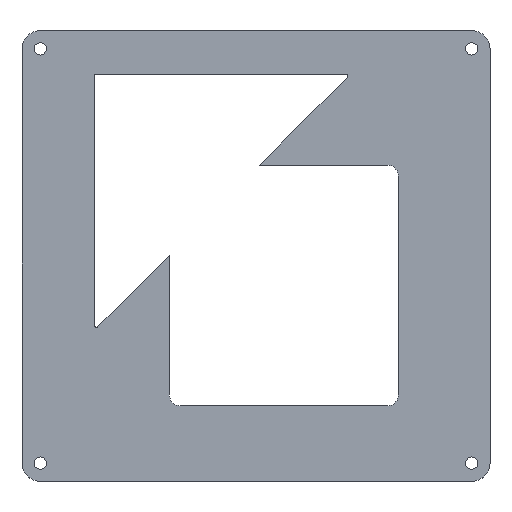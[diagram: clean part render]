
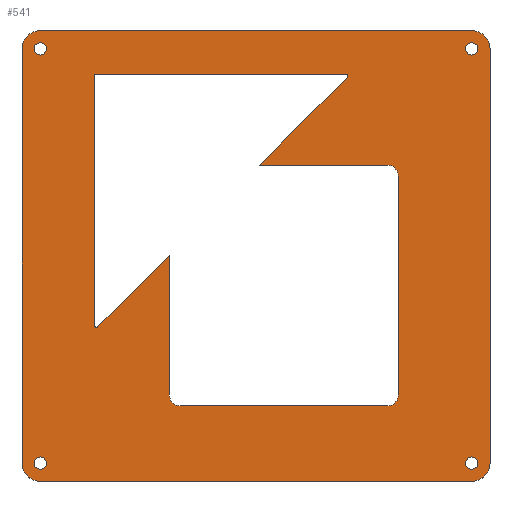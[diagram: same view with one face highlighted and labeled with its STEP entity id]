
A CAD part, top view. The second image highlights one B-rep face of the part: STEP entity #541.
In plain terms, the highlighted planar face has unit normal (0, 0, 1).
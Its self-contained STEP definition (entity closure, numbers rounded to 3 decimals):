
#20=FACE_BOUND('',#98,.T.);
#21=FACE_BOUND('',#99,.T.);
#22=FACE_BOUND('',#100,.T.);
#23=FACE_BOUND('',#101,.T.);
#24=FACE_BOUND('',#102,.T.);
#38=PLANE('',#608);
#65=FACE_OUTER_BOUND('',#97,.T.);
#97=EDGE_LOOP('',(#477,#478,#479,#480,#481,#482,#483,#484));
#98=EDGE_LOOP('',(#485,#486,#487,#488,#489,#490,#491,#492,#493,#494,#495,
#496,#497));
#99=EDGE_LOOP('',(#498));
#100=EDGE_LOOP('',(#499));
#101=EDGE_LOOP('',(#500));
#102=EDGE_LOOP('',(#501));
#105=LINE('',#778,#154);
#110=LINE('',#793,#159);
#115=LINE('',#808,#164);
#119=LINE('',#820,#168);
#125=LINE('',#835,#174);
#130=LINE('',#850,#179);
#139=LINE('',#882,#188);
#143=LINE('',#893,#192);
#144=LINE('',#895,#193);
#145=LINE('',#897,#194);
#150=LINE('',#915,#199);
#151=LINE('',#917,#200);
#154=VECTOR('',#621,10.);
#159=VECTOR('',#634,10.);
#164=VECTOR('',#647,10.);
#168=VECTOR('',#659,10.);
#174=VECTOR('',#673,10.);
#179=VECTOR('',#686,10.);
#188=VECTOR('',#717,10.);
#192=VECTOR('',#731,10.);
#193=VECTOR('',#734,10.);
#194=VECTOR('',#737,10.);
#199=VECTOR('',#760,10.);
#200=VECTOR('',#763,10.);
#201=CIRCLE('',#557,3.);
#203=CIRCLE('',#561,0.5);
#205=CIRCLE('',#565,0.5);
#207=CIRCLE('',#569,3.);
#209=CIRCLE('',#573,3.);
#211=CIRCLE('',#577,5.);
#220=CIRCLE('',#589,5.);
#221=CIRCLE('',#592,5.);
#222=CIRCLE('',#594,5.);
#223=CIRCLE('',#599,1.7);
#224=CIRCLE('',#601,1.7);
#225=CIRCLE('',#603,1.7);
#226=CIRCLE('',#605,1.7);
#227=VERTEX_POINT('',#768);
#228=VERTEX_POINT('',#769);
#231=VERTEX_POINT('',#777);
#233=VERTEX_POINT('',#783);
#234=VERTEX_POINT('',#784);
#237=VERTEX_POINT('',#792);
#239=VERTEX_POINT('',#798);
#240=VERTEX_POINT('',#799);
#243=VERTEX_POINT('',#807);
#245=VERTEX_POINT('',#813);
#247=VERTEX_POINT('',#819);
#249=VERTEX_POINT('',#825);
#250=VERTEX_POINT('',#826);
#253=VERTEX_POINT('',#837);
#254=VERTEX_POINT('',#838);
#258=VERTEX_POINT('',#848);
#268=VERTEX_POINT('',#875);
#269=VERTEX_POINT('',#876);
#270=VERTEX_POINT('',#881);
#271=VERTEX_POINT('',#885);
#272=VERTEX_POINT('',#889);
#273=VERTEX_POINT('',#899);
#274=VERTEX_POINT('',#903);
#275=VERTEX_POINT('',#907);
#276=VERTEX_POINT('',#911);
#277=EDGE_CURVE('',#227,#228,#201,.T.);
#281=EDGE_CURVE('',#231,#228,#105,.T.);
#284=EDGE_CURVE('',#233,#234,#203,.T.);
#288=EDGE_CURVE('',#237,#234,#110,.T.);
#291=EDGE_CURVE('',#239,#240,#205,.T.);
#295=EDGE_CURVE('',#243,#240,#115,.T.);
#298=EDGE_CURVE('',#231,#245,#207,.T.);
#301=EDGE_CURVE('',#247,#245,#119,.T.);
#304=EDGE_CURVE('',#249,#250,#209,.T.);
#309=EDGE_CURVE('',#227,#250,#125,.T.);
#310=EDGE_CURVE('',#253,#254,#211,.T.);
#316=EDGE_CURVE('',#253,#258,#130,.T.);
#330=EDGE_CURVE('',#268,#269,#220,.T.);
#333=EDGE_CURVE('',#270,#269,#139,.T.);
#335=EDGE_CURVE('',#270,#271,#221,.T.);
#337=EDGE_CURVE('',#272,#258,#222,.T.);
#339=EDGE_CURVE('',#239,#247,#143,.T.);
#340=EDGE_CURVE('',#233,#243,#144,.T.);
#341=EDGE_CURVE('',#249,#237,#145,.T.);
#342=EDGE_CURVE('',#273,#273,#223,.T.);
#344=EDGE_CURVE('',#274,#274,#224,.T.);
#346=EDGE_CURVE('',#275,#275,#225,.T.);
#348=EDGE_CURVE('',#276,#276,#226,.T.);
#350=EDGE_CURVE('',#268,#254,#150,.T.);
#351=EDGE_CURVE('',#272,#271,#151,.T.);
#477=ORIENTED_EDGE('',*,*,#310,.F.);
#478=ORIENTED_EDGE('',*,*,#316,.T.);
#479=ORIENTED_EDGE('',*,*,#337,.F.);
#480=ORIENTED_EDGE('',*,*,#351,.T.);
#481=ORIENTED_EDGE('',*,*,#335,.F.);
#482=ORIENTED_EDGE('',*,*,#333,.T.);
#483=ORIENTED_EDGE('',*,*,#330,.F.);
#484=ORIENTED_EDGE('',*,*,#350,.T.);
#485=ORIENTED_EDGE('',*,*,#295,.T.);
#486=ORIENTED_EDGE('',*,*,#291,.F.);
#487=ORIENTED_EDGE('',*,*,#339,.T.);
#488=ORIENTED_EDGE('',*,*,#301,.T.);
#489=ORIENTED_EDGE('',*,*,#298,.F.);
#490=ORIENTED_EDGE('',*,*,#281,.T.);
#491=ORIENTED_EDGE('',*,*,#277,.F.);
#492=ORIENTED_EDGE('',*,*,#309,.T.);
#493=ORIENTED_EDGE('',*,*,#304,.F.);
#494=ORIENTED_EDGE('',*,*,#341,.T.);
#495=ORIENTED_EDGE('',*,*,#288,.T.);
#496=ORIENTED_EDGE('',*,*,#284,.F.);
#497=ORIENTED_EDGE('',*,*,#340,.T.);
#498=ORIENTED_EDGE('',*,*,#348,.T.);
#499=ORIENTED_EDGE('',*,*,#346,.T.);
#500=ORIENTED_EDGE('',*,*,#344,.T.);
#501=ORIENTED_EDGE('',*,*,#342,.T.);
#541=ADVANCED_FACE('',(#65,#20,#21,#22,#23,#24),#38,.T.);
#557=AXIS2_PLACEMENT_3D('',#770,#613,#614);
#561=AXIS2_PLACEMENT_3D('',#785,#626,#627);
#565=AXIS2_PLACEMENT_3D('',#800,#639,#640);
#569=AXIS2_PLACEMENT_3D('',#814,#652,#653);
#573=AXIS2_PLACEMENT_3D('',#827,#664,#665);
#577=AXIS2_PLACEMENT_3D('',#839,#676,#677);
#589=AXIS2_PLACEMENT_3D('',#877,#711,#712);
#592=AXIS2_PLACEMENT_3D('',#886,#721,#722);
#594=AXIS2_PLACEMENT_3D('',#890,#726,#727);
#599=AXIS2_PLACEMENT_3D('',#900,#740,#741);
#601=AXIS2_PLACEMENT_3D('',#904,#745,#746);
#603=AXIS2_PLACEMENT_3D('',#908,#750,#751);
#605=AXIS2_PLACEMENT_3D('',#912,#755,#756);
#608=AXIS2_PLACEMENT_3D('',#918,#764,#765);
#613=DIRECTION('center_axis',(0.,0.,1.));
#614=DIRECTION('ref_axis',(0.707,-0.707,0.));
#621=DIRECTION('',(0.,-1.,0.));
#626=DIRECTION('center_axis',(0.,0.,1.));
#627=DIRECTION('ref_axis',(-0.383,-0.924,0.));
#634=DIRECTION('',(-0.707,-0.707,0.));
#639=DIRECTION('center_axis',(0.,0.,1.));
#640=DIRECTION('ref_axis',(0.924,0.383,0.));
#647=DIRECTION('',(1.,0.,0.));
#652=DIRECTION('center_axis',(0.,0.,1.));
#653=DIRECTION('ref_axis',(0.707,0.707,0.));
#659=DIRECTION('',(1.,0.,0.));
#664=DIRECTION('center_axis',(0.,0.,1.));
#665=DIRECTION('ref_axis',(-0.707,-0.707,0.));
#673=DIRECTION('',(-1.,0.,0.));
#676=DIRECTION('center_axis',(0.,0.,-1.));
#677=DIRECTION('ref_axis',(-0.707,-0.707,0.));
#686=DIRECTION('',(1.,0.,0.));
#711=DIRECTION('center_axis',(0.,0.,-1.));
#712=DIRECTION('ref_axis',(-0.707,0.707,0.));
#717=DIRECTION('',(-1.,0.,0.));
#721=DIRECTION('center_axis',(0.,0.,-1.));
#722=DIRECTION('ref_axis',(0.707,0.707,0.));
#726=DIRECTION('center_axis',(0.,0.,-1.));
#727=DIRECTION('ref_axis',(0.707,-0.707,0.));
#731=DIRECTION('',(-0.707,-0.707,0.));
#734=DIRECTION('',(0.,1.,0.));
#737=DIRECTION('',(0.,1.,0.));
#740=DIRECTION('center_axis',(0.,0.,-1.));
#741=DIRECTION('ref_axis',(1.,0.,0.));
#745=DIRECTION('center_axis',(0.,0.,-1.));
#746=DIRECTION('ref_axis',(1.,0.,0.));
#750=DIRECTION('center_axis',(0.,0.,-1.));
#751=DIRECTION('ref_axis',(1.,0.,0.));
#755=DIRECTION('center_axis',(0.,0.,-1.));
#756=DIRECTION('ref_axis',(1.,0.,0.));
#760=DIRECTION('',(0.,-1.,0.));
#763=DIRECTION('',(0.,1.,0.));
#764=DIRECTION('center_axis',(0.,0.,1.));
#765=DIRECTION('ref_axis',(1.,0.,0.));
#768=CARTESIAN_POINT('',(50.369,-53.025,1.5));
#769=CARTESIAN_POINT('',(53.369,-50.025,1.5));
#770=CARTESIAN_POINT('Origin',(50.369,-50.025,1.5));
#777=CARTESIAN_POINT('',(53.369,10.062,1.5));
#778=CARTESIAN_POINT('',(53.369,0.594,1.5));
#783=CARTESIAN_POINT('',(-30.,-30.943,1.5));
#784=CARTESIAN_POINT('',(-29.146,-31.296,1.5));
#785=CARTESIAN_POINT('Origin',(-29.5,-30.943,1.5));
#792=CARTESIAN_POINT('',(-9.544,-11.694,1.5));
#793=CARTESIAN_POINT('',(-3.641,-5.791,1.5));
#798=CARTESIAN_POINT('',(39.296,37.146,1.5));
#799=CARTESIAN_POINT('',(38.943,38.,1.5));
#800=CARTESIAN_POINT('Origin',(38.943,37.5,1.5));
#807=CARTESIAN_POINT('',(-30.,38.,1.5));
#808=CARTESIAN_POINT('',(-7.875,38.,1.5));
#813=CARTESIAN_POINT('',(50.369,13.062,1.5));
#814=CARTESIAN_POINT('Origin',(50.369,10.062,1.5));
#819=CARTESIAN_POINT('',(15.212,13.062,1.5));
#820=CARTESIAN_POINT('',(14.731,13.062,1.5));
#825=CARTESIAN_POINT('',(-9.544,-50.025,1.5));
#826=CARTESIAN_POINT('',(-6.544,-53.025,1.5));
#827=CARTESIAN_POINT('Origin',(-6.544,-50.025,1.5));
#835=CARTESIAN_POINT('',(33.81,-53.025,1.5));
#837=CARTESIAN_POINT('',(-45.,-73.75,1.5));
#838=CARTESIAN_POINT('',(-50.,-68.75,1.5));
#839=CARTESIAN_POINT('Origin',(-45.,-68.75,1.5));
#848=CARTESIAN_POINT('',(73.5,-73.75,1.5));
#850=CARTESIAN_POINT('',(78.5,-73.75,1.5));
#875=CARTESIAN_POINT('',(-50.,45.,1.5));
#876=CARTESIAN_POINT('',(-45.,50.,1.5));
#877=CARTESIAN_POINT('Origin',(-45.,45.,1.5));
#881=CARTESIAN_POINT('',(73.5,50.,1.5));
#882=CARTESIAN_POINT('',(-50.,50.,1.5));
#885=CARTESIAN_POINT('',(78.5,45.,1.5));
#886=CARTESIAN_POINT('Origin',(73.5,45.,1.5));
#889=CARTESIAN_POINT('',(78.5,-68.75,1.5));
#890=CARTESIAN_POINT('Origin',(73.5,-68.75,1.5));
#893=CARTESIAN_POINT('',(21.206,19.056,1.5));
#895=CARTESIAN_POINT('',(-30.,-22.012,1.5));
#897=CARTESIAN_POINT('',(-9.544,-32.45,1.5));
#899=CARTESIAN_POINT('',(71.8,-68.75,1.5));
#900=CARTESIAN_POINT('Origin',(73.5,-68.75,1.5));
#903=CARTESIAN_POINT('',(-46.7,45.,1.5));
#904=CARTESIAN_POINT('Origin',(-45.,45.,1.5));
#907=CARTESIAN_POINT('',(71.8,45.,1.5));
#908=CARTESIAN_POINT('Origin',(73.5,45.,1.5));
#911=CARTESIAN_POINT('',(-46.7,-68.75,1.5));
#912=CARTESIAN_POINT('Origin',(-45.,-68.75,1.5));
#915=CARTESIAN_POINT('',(-50.,-73.75,1.5));
#917=CARTESIAN_POINT('',(78.5,50.,1.5));
#918=CARTESIAN_POINT('Origin',(14.25,-11.875,1.5));
